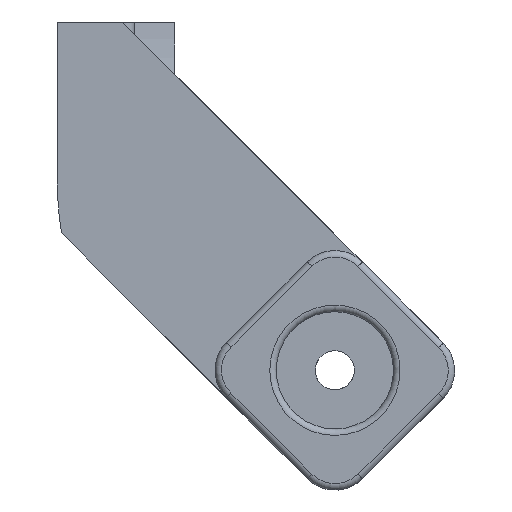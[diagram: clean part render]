
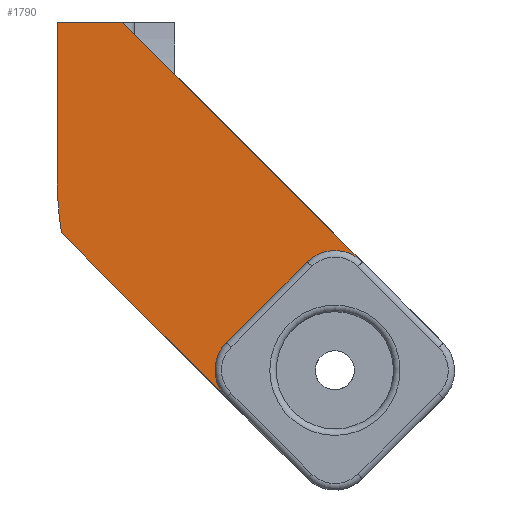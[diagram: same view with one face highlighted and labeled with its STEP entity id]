
A CAD part, left-side view. The second image highlights one B-rep face of the part: STEP entity #1790.
In plain terms, the highlighted planar face has unit normal (-1, 0, 0).
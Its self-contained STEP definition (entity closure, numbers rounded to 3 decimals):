
#64=CIRCLE('',#1928,3.);
#66=CIRCLE('',#1933,3.);
#70=CIRCLE('',#1942,24.055);
#143=PLANE('',#1941);
#207=FACE_OUTER_BOUND('',#309,.T.);
#309=EDGE_LOOP('',(#1294,#1295,#1296,#1297,#1298,#1299,#1300,#1301,#1302,
#1303));
#439=LINE('',#2816,#599);
#445=LINE('',#2834,#605);
#446=LINE('',#2836,#606);
#447=LINE('',#2838,#607);
#448=LINE('',#2840,#608);
#449=LINE('',#2842,#609);
#450=LINE('',#2845,#610);
#599=VECTOR('',#2236,10.);
#605=VECTOR('',#2252,10.);
#606=VECTOR('',#2253,10.);
#607=VECTOR('',#2254,10.);
#608=VECTOR('',#2255,10.);
#609=VECTOR('',#2256,10.);
#610=VECTOR('',#2259,10.);
#769=VERTEX_POINT('',#2790);
#770=VERTEX_POINT('',#2792);
#774=VERTEX_POINT('',#2806);
#775=VERTEX_POINT('',#2808);
#783=VERTEX_POINT('',#2833);
#784=VERTEX_POINT('',#2835);
#785=VERTEX_POINT('',#2837);
#786=VERTEX_POINT('',#2839);
#787=VERTEX_POINT('',#2841);
#788=VERTEX_POINT('',#2843);
#962=EDGE_CURVE('',#769,#770,#64,.F.);
#970=EDGE_CURVE('',#774,#775,#66,.F.);
#974=EDGE_CURVE('',#774,#770,#439,.T.);
#982=EDGE_CURVE('',#769,#783,#445,.T.);
#983=EDGE_CURVE('',#783,#784,#446,.T.);
#984=EDGE_CURVE('',#785,#784,#447,.T.);
#985=EDGE_CURVE('',#786,#785,#448,.T.);
#986=EDGE_CURVE('',#787,#786,#449,.T.);
#987=EDGE_CURVE('',#788,#787,#70,.T.);
#988=EDGE_CURVE('',#775,#788,#450,.T.);
#1294=ORIENTED_EDGE('',*,*,#974,.T.);
#1295=ORIENTED_EDGE('',*,*,#962,.F.);
#1296=ORIENTED_EDGE('',*,*,#982,.T.);
#1297=ORIENTED_EDGE('',*,*,#983,.T.);
#1298=ORIENTED_EDGE('',*,*,#984,.F.);
#1299=ORIENTED_EDGE('',*,*,#985,.F.);
#1300=ORIENTED_EDGE('',*,*,#986,.F.);
#1301=ORIENTED_EDGE('',*,*,#987,.F.);
#1302=ORIENTED_EDGE('',*,*,#988,.F.);
#1303=ORIENTED_EDGE('',*,*,#970,.F.);
#1790=ADVANCED_FACE('',(#207),#143,.T.);
#1928=AXIS2_PLACEMENT_3D('',#2793,#2210,#2211);
#1933=AXIS2_PLACEMENT_3D('',#2809,#2226,#2227);
#1941=AXIS2_PLACEMENT_3D('',#2832,#2250,#2251);
#1942=AXIS2_PLACEMENT_3D('',#2844,#2257,#2258);
#2210=DIRECTION('center_axis',(1.,0.,0.));
#2211=DIRECTION('ref_axis',(0.,-0.002,1.));
#2226=DIRECTION('center_axis',(1.,0.,0.));
#2227=DIRECTION('ref_axis',(0.,1.,0.001));
#2236=DIRECTION('',(0.,-0.708,0.706));
#2250=DIRECTION('center_axis',(-1.,0.,0.));
#2251=DIRECTION('ref_axis',(0.,1.,0.));
#2252=DIRECTION('',(0.,0.706,0.708));
#2253=DIRECTION('',(0.,0.707,0.707));
#2254=DIRECTION('',(0.,-1.,0.));
#2255=DIRECTION('',(0.,0.,1.));
#2256=DIRECTION('',(0.,0.,1.));
#2257=DIRECTION('center_axis',(1.,0.,0.));
#2258=DIRECTION('ref_axis',(0.,1.,0.));
#2259=DIRECTION('',(0.,0.707,0.707));
#2790=CARTESIAN_POINT('',(-54.295,-2.014,8.301));
#2792=CARTESIAN_POINT('',(-54.295,2.228,8.308));
#2793=CARTESIAN_POINT('Origin',(-54.295,0.11,6.183));
#2806=CARTESIAN_POINT('',(-54.295,8.435,2.121));
#2808=CARTESIAN_POINT('',(-54.295,8.439,-2.125));
#2809=CARTESIAN_POINT('Origin',(-54.295,6.318,-0.004));
#2816=CARTESIAN_POINT('',(-54.295,8.585,1.972));
#2832=CARTESIAN_POINT('Origin',(-54.295,18.905,16.283));
#2833=CARTESIAN_POINT('',(-54.295,-1.031,9.287));
#2834=CARTESIAN_POINT('',(-54.295,6.253,16.595));
#2835=CARTESIAN_POINT('',(-54.295,16.406,26.724));
#2836=CARTESIAN_POINT('',(-54.295,14.42,24.739));
#2837=CARTESIAN_POINT('',(-54.295,21.405,26.724));
#2838=CARTESIAN_POINT('',(-54.295,20.155,26.724));
#2839=CARTESIAN_POINT('',(-54.295,21.405,26.639));
#2840=CARTESIAN_POINT('',(-54.295,21.405,21.461));
#2841=CARTESIAN_POINT('',(-54.295,21.405,14.367));
#2842=CARTESIAN_POINT('',(-54.295,21.405,15.325));
#2843=CARTESIAN_POINT('',(-54.295,21.098,10.534));
#2844=CARTESIAN_POINT('Origin',(-54.295,-2.65,14.367));
#2845=CARTESIAN_POINT('',(-54.295,19.641,9.077));
